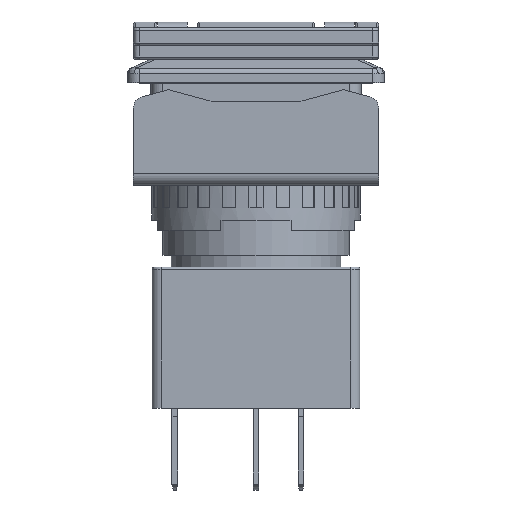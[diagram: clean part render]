
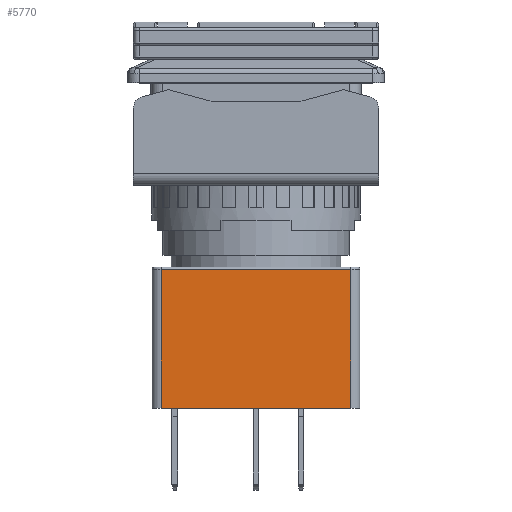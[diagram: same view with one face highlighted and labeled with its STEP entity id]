
A CAD part, front view. The second image highlights one B-rep face of the part: STEP entity #5770.
In plain terms, the highlighted planar face has unit normal (0, -1, 0).
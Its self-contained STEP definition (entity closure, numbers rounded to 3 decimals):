
#506 = LINE ( 'NONE', #7833, #8540 ) ;
#1235 = DIRECTION ( 'NONE',  ( 1., 0., 0. ) ) ;
#2871 = DIRECTION ( 'NONE',  ( 0., 0., 1. ) ) ;
#3722 = AXIS2_PLACEMENT_3D ( 'NONE', #11828, #18788, #2871 ) ;
#3794 = EDGE_CURVE ( 'NONE', #15483, #18319, #7576, .T. ) ;
#5770 = ADVANCED_FACE ( 'NONE', ( #8114 ), #15141, .F. ) ;
#6037 = LINE ( 'NONE', #13147, #12385 ) ;
#6604 = ORIENTED_EDGE ( 'NONE', *, *, #6721, .F. ) ;
#6721 = EDGE_CURVE ( 'NONE', #19823, #15483, #6037, .T. ) ;
#6746 = EDGE_LOOP ( 'NONE', ( #22615, #6604, #9474, #8977 ) ) ;
#7576 = LINE ( 'NONE', #14644, #19677 ) ;
#7833 = CARTESIAN_POINT ( 'NONE',  ( 8.1, -8.9, 5.95 ) ) ;
#8114 = FACE_OUTER_BOUND ( 'NONE', #6746, .T. ) ;
#8540 = VECTOR ( 'NONE', #14881, 1000. ) ;
#8977 = ORIENTED_EDGE ( 'NONE', *, *, #20595, .F. ) ;
#9474 = ORIENTED_EDGE ( 'NONE', *, *, #18227, .T. ) ;
#10273 = LINE ( 'NONE', #17243, #15026 ) ;
#11267 = CARTESIAN_POINT ( 'NONE',  ( -8.1, -8.9, 0. ) ) ;
#11828 = CARTESIAN_POINT ( 'NONE',  ( -8.1, -8.9, 0. ) ) ;
#12385 = VECTOR ( 'NONE', #20140, 1000. ) ;
#12548 = CARTESIAN_POINT ( 'NONE',  ( 8.1, -8.9, 0. ) ) ;
#13147 = CARTESIAN_POINT ( 'NONE',  ( -8.1, -8.9, 5.95 ) ) ;
#14644 = CARTESIAN_POINT ( 'NONE',  ( 0., -8.9, 11.9 ) ) ;
#14881 = DIRECTION ( 'NONE',  ( 0., 0., -1. ) ) ;
#15026 = VECTOR ( 'NONE', #1235, 1000. ) ;
#15141 = PLANE ( 'NONE',  #3722 ) ;
#15483 = VERTEX_POINT ( 'NONE', #15958 ) ;
#15958 = CARTESIAN_POINT ( 'NONE',  ( -8.1, -8.9, 11.9 ) ) ;
#17243 = CARTESIAN_POINT ( 'NONE',  ( 0., -8.9, 0. ) ) ;
#17581 = CARTESIAN_POINT ( 'NONE',  ( 8.1, -8.9, 11.9 ) ) ;
#18227 = EDGE_CURVE ( 'NONE', #19823, #18384, #10273, .T. ) ;
#18319 = VERTEX_POINT ( 'NONE', #17581 ) ;
#18384 = VERTEX_POINT ( 'NONE', #12548 ) ;
#18788 = DIRECTION ( 'NONE',  ( 0., 1., 0. ) ) ;
#19677 = VECTOR ( 'NONE', #21625, 1000. ) ;
#19823 = VERTEX_POINT ( 'NONE', #11267 ) ;
#20140 = DIRECTION ( 'NONE',  ( 0., 0., 1. ) ) ;
#20595 = EDGE_CURVE ( 'NONE', #18319, #18384, #506, .T. ) ;
#21625 = DIRECTION ( 'NONE',  ( 1., 0., 0. ) ) ;
#22615 = ORIENTED_EDGE ( 'NONE', *, *, #3794, .F. ) ;
